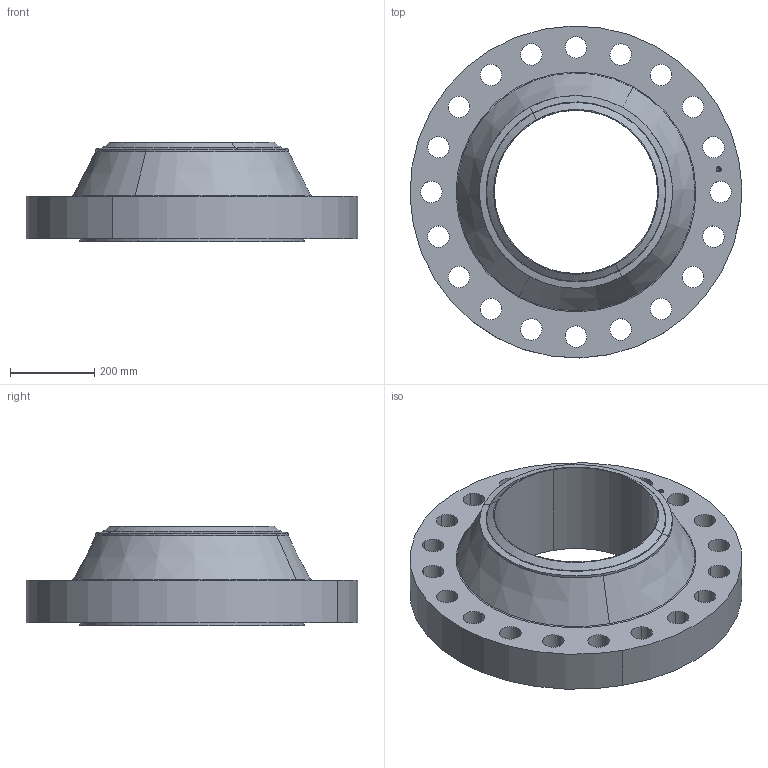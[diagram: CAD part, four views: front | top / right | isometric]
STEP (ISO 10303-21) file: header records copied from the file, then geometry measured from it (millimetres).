
FILE_DESCRIPTION(('3D STEP'),'2;1');
FILE_NAME('18-900-WELD-NECK-RF-120-FLANGE.stp','2013-03-04T06:14:06+00:00',('Texas Flange'),(''),'CATIA Version 5 Release 20 SP 6 (IN-10)','CATIA V5 STEP AP214','800-826-3801');
FILE_SCHEMA(('AUTOMOTIVE_DESIGN { 1 0 10303 214 1 1 1 1 }'));
Length unit declared in the file: inch
Products named in the file (1): 18-900-WELD-NECK-RF-120-FLANGE
Bounding box: 787.18 x 787.18 x 234.95 mm (x, y, z)
Volume: 43871486.8 mm3; surface area: 1646419.5 mm2
Topology: 1 solids, 1 shells, 447 faces, 1270 edges, 844 vertices
Faces by surface type: plane 369, cylinder 68, cone 6, torus 4
Entity records: 16626 total; most frequent: ORIENTED_EDGE 2540, CARTESIAN_POINT 2499, DIRECTION 2038, EDGE_CURVE 1270, VECTOR 1118, LINE 1118, VERTEX_POINT 844, AXIS2_PLACEMENT_3D 537
